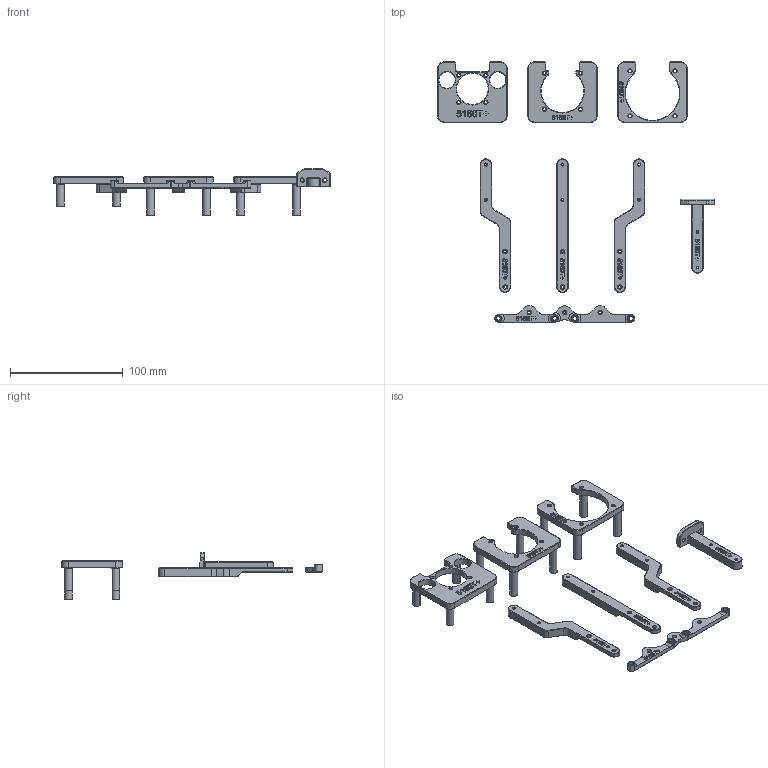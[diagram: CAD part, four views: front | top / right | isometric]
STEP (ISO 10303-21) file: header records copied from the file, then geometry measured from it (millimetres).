
FILE_DESCRIPTION(/* description */ (''),/* implementation_level */ '2;1');
FILE_NAME(/* name */ 'Fan Mount BTT 5160 Plus.step',/* time_stamp */ '2023-12-19T10:50:14-06:00',/* author */ (''),/* organization */ (''),/* preprocessor_version */ 'ST-DEVELOPER v20',/* originating_system */ 'Autodesk Translation Framework v12.14.0.127',/* authorisation */ '');
FILE_SCHEMA (('AUTOMOTIVE_DESIGN { 1 0 10303 214 3 1 1 }'));
Products named in the file (10): Fan Mount BTT 5160 Plus; Fan Bracket; Single Fan; 30mm Fan; 40mm Fan; 50mm Fan; PCB Mount; Pairing Bracket BTT TMC5160T Plus; DIN Bracket BTT TMC5160T Plus; 2020 Bracket BTT TMC5160T Plus
Assembly tree (9 placements, depth 4):
  Fan Mount BTT 5160 Plus
    Fan Bracket
      Single Fan
        30mm Fan
        40mm Fan
        50mm Fan
    PCB Mount
      Pairing Bracket BTT TMC5160T Plus
      DIN Bracket BTT TMC5160T Plus
      2020 Bracket BTT TMC5160T Plus
Bounding box: 245.95 x 231.25 x 41 mm (x, y, z)
Volume: 76600.9 mm3; surface area: 44343.5 mm2
Topology: 8 solids, 8 shells, 1514 faces, 3900 edges, 2487 vertices
Faces by surface type: plane 631, bspline 536, cone 181, cylinder 146, torus 20
Full cylindrical faces by diameter (mm): 1.8 x2, 1.9 x6, 2.4 x9, 2.8 x12, 2.9 x12, 3.2 x2, 3.4 x4, 4 x9, 6.6 x4, 6.8 x10, 14.5 x2, 28 x1
Entity records: 52297 total; most frequent: CARTESIAN_POINT 18441, ORIENTED_EDGE 7800, DIRECTION 5357, EDGE_CURVE 3900, VERTEX_POINT 2487, LINE 2239, VECTOR 2239, EDGE_LOOP 1675
